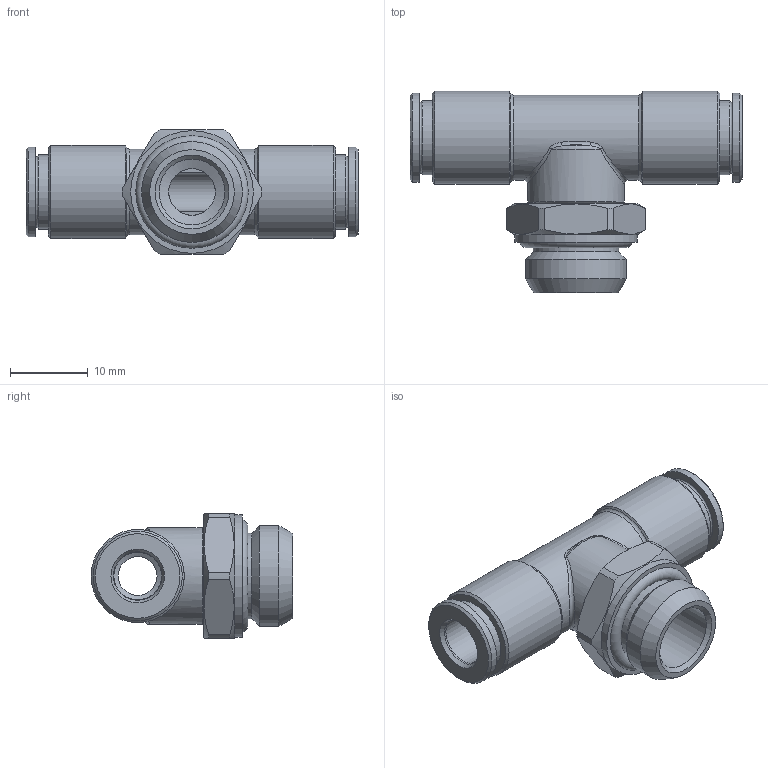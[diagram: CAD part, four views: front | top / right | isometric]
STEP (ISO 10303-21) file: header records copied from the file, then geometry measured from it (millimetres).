
FILE_DESCRIPTION(/* description */ ('STEP AP214'),/* implementation_level */ '2;1');
FILE_NAME(/* name */ 'X0110032',/* time_stamp */ '2022-07-21T14:52:40+02:00',/* author */ ('License CC BY-ND 4.0'),/* organization */ ('CADENAS'),/* preprocessor_version */ 'ST-DEVELOPER v18.102',/* originating_system */ 'PARTsolutions',/* authorisation */ ' ');
FILE_SCHEMA (('AUTOMOTIVE_DESIGN {1 0 10303 214 3 1 1}'));
Length unit declared in the file: millimetre
Products named in the file (2): X0110032; X0110032_PART1
Assembly tree (1 placements, depth 2):
  X0110032
    X0110032_PART1
Bounding box: 42.8 x 26 x 16 mm (x, y, z)
Volume: 4755.4 mm3; surface area: 3909.5 mm2
Topology: 1 solids, 1 shells, 76 faces, 174 edges, 107 vertices
Faces by surface type: cylinder 22, cone 19, plane 18, torus 9, bspline 8
Full cylindrical faces by diameter (mm): 5 x1, 6 x1, 6.15 x2, 8.5 x1, 9.55 x2, 11 x2, 11.5 x2, 12 x2, 12.5 x1, 13 x1, 15.8 x1
Entity records: 2950 total; most frequent: CARTESIAN_POINT 946, DIRECTION 302, ORIENTED_EDGE 238, AXIS2_PLACEMENT_3D 144, EDGE_LOOP 128, FACE_BOUND 128, EDGE_CURVE 119, VERTEX_POINT 93
